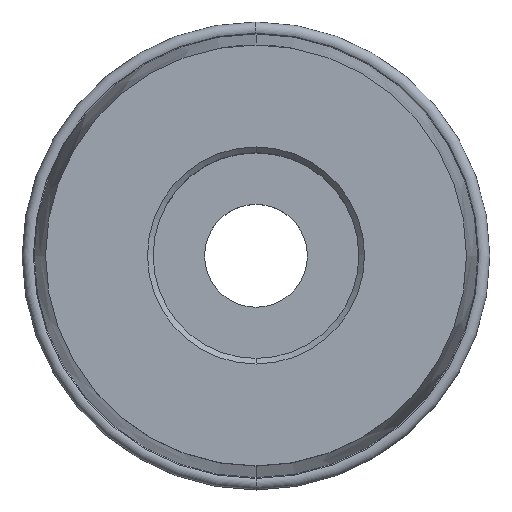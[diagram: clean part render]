
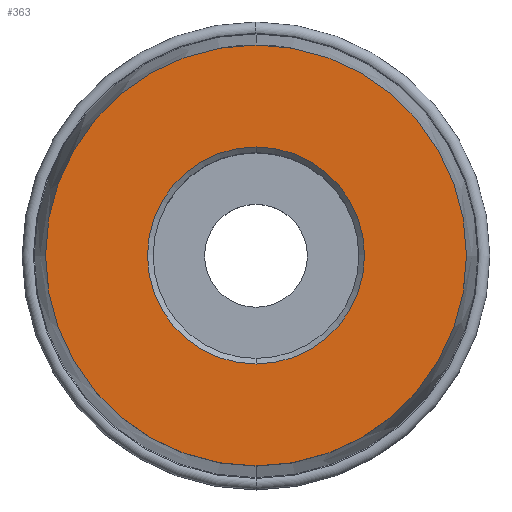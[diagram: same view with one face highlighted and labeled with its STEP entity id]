
A CAD part, top view. The second image highlights one B-rep face of the part: STEP entity #363.
In plain terms, the highlighted planar face has unit normal (0, 0, 1).
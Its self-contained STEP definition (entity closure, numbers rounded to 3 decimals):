
#329=VERTEX_POINT('',#842);
#363=ADVANCED_FACE('',(#879,#880),#881,.T.);
#367=VERTEX_POINT('',#885);
#385=EDGE_CURVE('',#469,#367,#903,.T.);
#469=VERTEX_POINT('',#996);
#585=EDGE_CURVE('',#637,#329,#1120,.T.);
#615=EDGE_CURVE('',#329,#637,#1157,.T.);
#637=VERTEX_POINT('',#1179);
#759=EDGE_CURVE('',#367,#469,#1317,.T.);
#842=CARTESIAN_POINT('',(0.,-11.6,0.0));
#879=FACE_BOUND('',#1548,.T.);
#880=FACE_OUTER_BOUND('',#1549,.T.);
#881=PLANE('',#1550);
#885=CARTESIAN_POINT('',(0.,-22.5,0.0));
#903=CIRCLE('',#1593,22.5);
#996=CARTESIAN_POINT('',(0.0,22.5,0.0));
#1120=CIRCLE('',#2029,11.6);
#1157=CIRCLE('',#2073,11.6);
#1179=CARTESIAN_POINT('',(0.0,11.6,0.0));
#1317=CIRCLE('',#2401,22.5);
#1548=EDGE_LOOP('',(#2523,#2524));
#1549=EDGE_LOOP('',(#2525,#2526));
#1550=AXIS2_PLACEMENT_3D('',#2527,#2528,#2529);
#1593=AXIS2_PLACEMENT_3D('',#2537,#2538,#2539);
#2029=AXIS2_PLACEMENT_3D('',#2796,#2797,#2798);
#2073=AXIS2_PLACEMENT_3D('',#2860,#2861,#2862);
#2401=AXIS2_PLACEMENT_3D('',#3067,#3068,#3069);
#2523=ORIENTED_EDGE('',*,*,#585,.T.);
#2524=ORIENTED_EDGE('',*,*,#615,.T.);
#2525=ORIENTED_EDGE('',*,*,#385,.F.);
#2526=ORIENTED_EDGE('',*,*,#759,.F.);
#2527=CARTESIAN_POINT('',(0.0,11.25,0.0));
#2528=DIRECTION('',(-0.0,0.0,1.0));
#2529=DIRECTION('',(0.0,-1.0,0.0));
#2537=CARTESIAN_POINT('',(0.0,0.0,0.0));
#2538=DIRECTION('',(0.0,0.0,-1.0));
#2539=DIRECTION('',(0.0,1.0,0.0));
#2796=CARTESIAN_POINT('',(0.0,0.0,0.0));
#2797=DIRECTION('',(-0.0,0.0,-1.0));
#2798=DIRECTION('',(0.0,1.0,0.0));
#2860=CARTESIAN_POINT('',(0.0,0.0,0.0));
#2861=DIRECTION('',(-0.0,0.0,-1.0));
#2862=DIRECTION('',(0.0,1.0,0.0));
#3067=CARTESIAN_POINT('',(0.0,0.0,0.0));
#3068=DIRECTION('',(0.0,0.0,-1.0));
#3069=DIRECTION('',(0.0,1.0,0.0));
